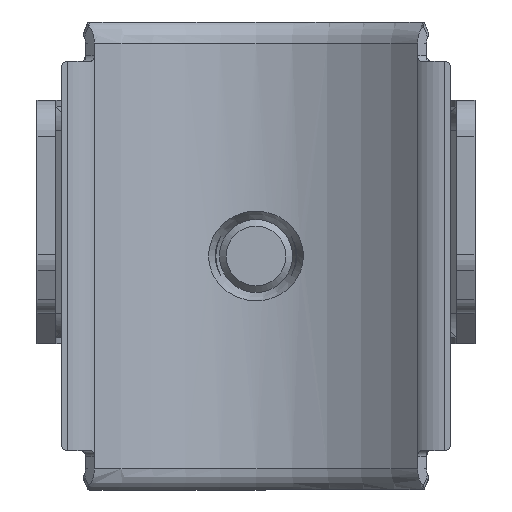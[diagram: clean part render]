
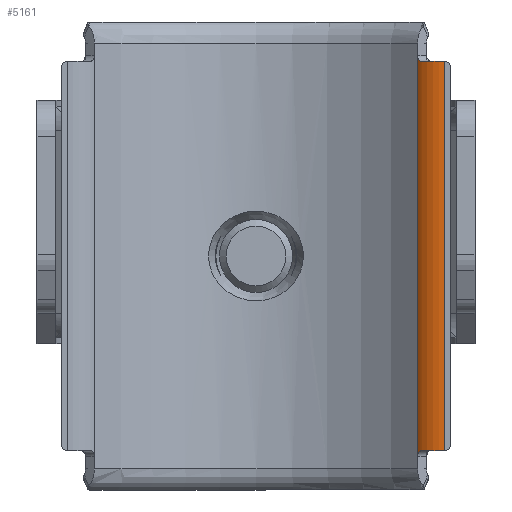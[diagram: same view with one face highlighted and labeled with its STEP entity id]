
A CAD part, front view. The second image highlights one B-rep face of the part: STEP entity #5161.
In plain terms, the highlighted cylindrical face has radius 3 mm (diameter 6 mm), a partial arc.
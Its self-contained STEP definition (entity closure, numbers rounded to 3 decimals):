
#298 = CYLINDRICAL_SURFACE ( 'NONE', #4391, 3. ) ;
#301 = FACE_OUTER_BOUND ( 'NONE', #2656, .T. ) ;
#557 = VECTOR ( 'NONE', #3412, 1000. ) ;
#559 = LINE ( 'NONE', #3405, #557 ) ;
#562 = CIRCLE ( 'NONE', #4325, 3. ) ;
#563 = VECTOR ( 'NONE', #3400, 1000. ) ;
#566 = CIRCLE ( 'NONE', #4326, 3. ) ;
#569 = LINE ( 'NONE', #3394, #563 ) ;
#1813 = ORIENTED_EDGE ( 'NONE', *, *, #4138, .T. ) ;
#1860 = ORIENTED_EDGE ( 'NONE', *, *, #4140, .T. ) ;
#1895 = ORIENTED_EDGE ( 'NONE', *, *, #4141, .T. ) ;
#1929 = ORIENTED_EDGE ( 'NONE', *, *, #4139, .F. ) ;
#1963 = ORIENTED_EDGE ( 'NONE', *, *, #4145, .T. ) ;
#1998 = ORIENTED_EDGE ( 'NONE', *, *, #4142, .F. ) ;
#2656 = EDGE_LOOP ( 'NONE', ( #1998, #1963, #1895, #1860, #1929, #1813 ) ) ;
#2912 = VERTEX_POINT ( 'NONE', #4773 ) ;
#2914 = VERTEX_POINT ( 'NONE', #4775 ) ;
#2915 = VERTEX_POINT ( 'NONE', #4776 ) ;
#2916 = VERTEX_POINT ( 'NONE', #4777 ) ;
#2917 = VERTEX_POINT ( 'NONE', #4778 ) ;
#2920 = VERTEX_POINT ( 'NONE', #4781 ) ;
#3388 = CARTESIAN_POINT ( 'NONE',  ( 13.286, 6.855, 16.5 ) ) ;
#3389 = CARTESIAN_POINT ( 'NONE',  ( 13.286, 6.855, 16.368 ) ) ;
#3393 = CARTESIAN_POINT ( 'NONE',  ( 13.654, 7.196, -16. ) ) ;
#3394 = CARTESIAN_POINT ( 'NONE',  ( 13.286, 6.855, 17.5 ) ) ;
#3395 = CARTESIAN_POINT ( 'NONE',  ( 13.55, 7.115, -16. ) ) ;
#3396 = CARTESIAN_POINT ( 'NONE',  ( 13.322, 6.896, 16.238 ) ) ;
#3397 = CARTESIAN_POINT ( 'NONE',  ( 13.453, 7.027, 16.054 ) ) ;
#3398 = CARTESIAN_POINT ( 'NONE',  ( 13.55, 7.115, 16. ) ) ;
#3399 = CARTESIAN_POINT ( 'NONE',  ( 13.654, 7.196, 16. ) ) ;
#3400 = DIRECTION ( 'NONE',  ( 0., 0., -1. ) ) ;
#3401 = CARTESIAN_POINT ( 'NONE',  ( 13.454, 7.027, -16.053 ) ) ;
#3402 = CARTESIAN_POINT ( 'NONE',  ( 13.322, 6.896, -16.238 ) ) ;
#3403 = CARTESIAN_POINT ( 'NONE',  ( 13.286, 6.855, -16.368 ) ) ;
#3404 = CARTESIAN_POINT ( 'NONE',  ( 13.286, 6.855, -16.5 ) ) ;
#3405 = CARTESIAN_POINT ( 'NONE',  ( 15.5, 7.831, 17.5 ) ) ;
#3406 = CARTESIAN_POINT ( 'NONE',  ( 15.5, 4.831, -16. ) ) ;
#3407 = DIRECTION ( 'NONE',  ( 0., 0., 1. ) ) ;
#3408 = DIRECTION ( 'NONE',  ( 1., 0., 0. ) ) ;
#3409 = CARTESIAN_POINT ( 'NONE',  ( 15.5, 4.831, 16. ) ) ;
#3410 = DIRECTION ( 'NONE',  ( 0., 0., 1. ) ) ;
#3411 = DIRECTION ( 'NONE',  ( 1., 0., 0. ) ) ;
#3412 = DIRECTION ( 'NONE',  ( 0., 0., -1. ) ) ;
#3676 = DIRECTION ( 'NONE',  ( -1., 0., 0. ) ) ;
#3680 = DIRECTION ( 'NONE',  ( 0., 0., -1. ) ) ;
#3681 = CARTESIAN_POINT ( 'NONE',  ( 15.5, 4.831, 17.5 ) ) ;
#4138 = EDGE_CURVE ( 'NONE', #2915, #2914, #4518, .T. ) ;
#4139 = EDGE_CURVE ( 'NONE', #2915, #2912, #569, .T. ) ;
#4140 = EDGE_CURVE ( 'NONE', #2917, #2912, #4517, .T. ) ;
#4141 = EDGE_CURVE ( 'NONE', #2920, #2917, #562, .T. ) ;
#4142 = EDGE_CURVE ( 'NONE', #2916, #2914, #566, .T. ) ;
#4145 = EDGE_CURVE ( 'NONE', #2916, #2920, #559, .T. ) ;
#4325 = AXIS2_PLACEMENT_3D ( 'NONE', #3406, #3407, #3408 ) ;
#4326 = AXIS2_PLACEMENT_3D ( 'NONE', #3409, #3410, #3411 ) ;
#4391 = AXIS2_PLACEMENT_3D ( 'NONE', #3681, #3680, #3676 ) ;
#4517 = B_SPLINE_CURVE_WITH_KNOTS ( 'NONE', 3,
 ( #3393, #3395, #3401, #3402, #3403, #3404 ),
 .UNSPECIFIED., .F., .F.,
 ( 4, 2, 4 ),
 ( 0., 0., 0.001 ),
 .UNSPECIFIED. ) ;
#4518 = B_SPLINE_CURVE_WITH_KNOTS ( 'NONE', 3,
 ( #3388, #3389, #3396, #3397, #3398, #3399 ),
 .UNSPECIFIED., .F., .F.,
 ( 4, 2, 4 ),
 ( 0., 0., 0.001 ),
 .UNSPECIFIED. ) ;
#4773 = CARTESIAN_POINT ( 'NONE',  ( 13.286, 6.855, -16.5 ) ) ;
#4775 = CARTESIAN_POINT ( 'NONE',  ( 13.654, 7.196, 16. ) ) ;
#4776 = CARTESIAN_POINT ( 'NONE',  ( 13.286, 6.855, 16.5 ) ) ;
#4777 = CARTESIAN_POINT ( 'NONE',  ( 15.5, 7.831, 16. ) ) ;
#4778 = CARTESIAN_POINT ( 'NONE',  ( 13.654, 7.196, -16. ) ) ;
#4781 = CARTESIAN_POINT ( 'NONE',  ( 15.5, 7.831, -16. ) ) ;
#5161 = ADVANCED_FACE ( 'NONE', ( #301 ), #298, .T. ) ;
